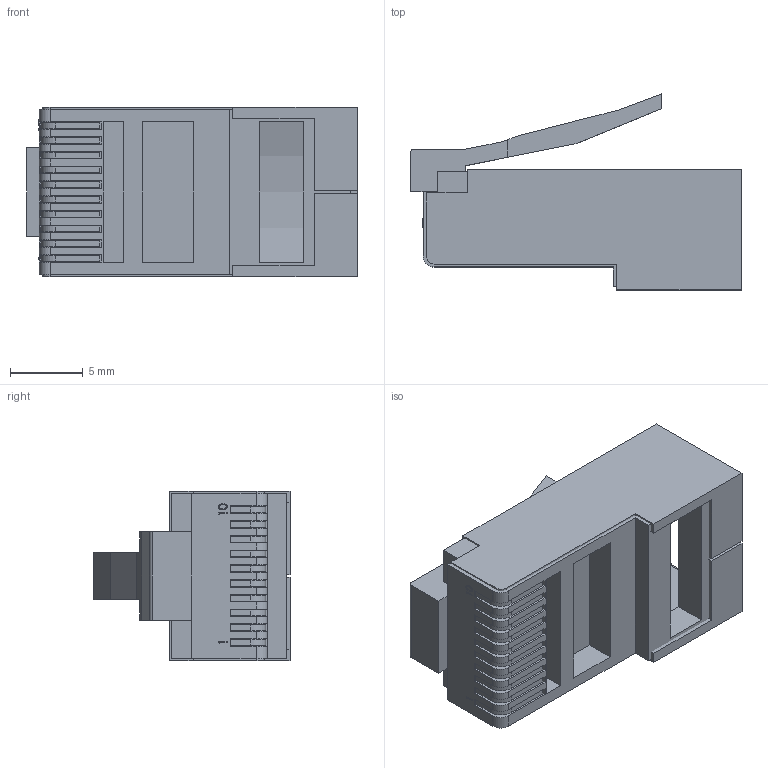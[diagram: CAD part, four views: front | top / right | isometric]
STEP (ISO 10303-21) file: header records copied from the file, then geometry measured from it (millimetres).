
FILE_DESCRIPTION (( 'STEP AP214' ), '1' );
FILE_NAME ('TDR10P10CS-L.STEP', '2018-05-01T19:09:46', ( '' ), ( '' ), 'SwSTEP 2.0', 'SolidWorks 2017', '' );
FILE_SCHEMA (( 'AUTOMOTIVE_DESIGN' ));
Length unit declared in the file: inch
Products named in the file (3): TDS10PC5-MA8_no strain relief; TDS10PC5-MA9; TDR10P10CS-L
Assembly tree (2 placements, depth 2):
  TDR10P10CS-L
    TDS10PC5-MA9
    TDS10PC5-MA8_no strain relief
Bounding box: 22.81 x 13.51 x 11.68 mm (x, y, z)
Volume: 1386 mm3; surface area: 3284.4 mm2
Topology: 2 solids, 2 shells, 218 faces, 589 edges, 392 vertices
Faces by surface type: plane 182, cylinder 27, bspline 9
Entity records: 8771 total; most frequent: CARTESIAN_POINT 1989, ORIENTED_EDGE 1178, DIRECTION 1053, EDGE_CURVE 589, LINE 517, VECTOR 517, VERTEX_POINT 392, AXIS2_PLACEMENT_3D 268
